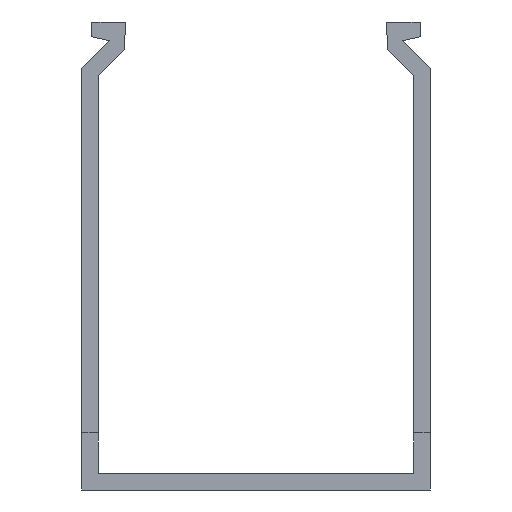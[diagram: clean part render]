
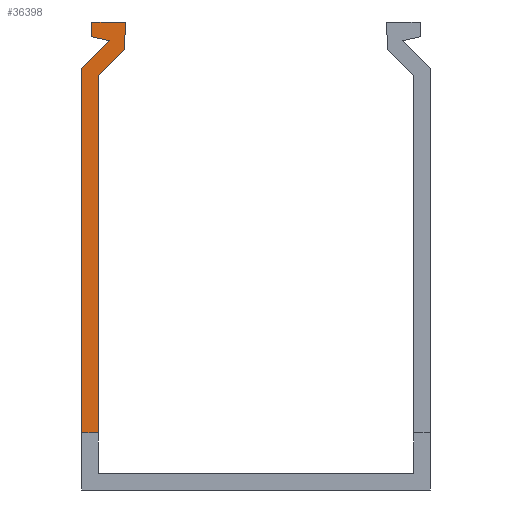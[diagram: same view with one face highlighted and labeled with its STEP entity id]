
A CAD part, front view. The second image highlights one B-rep face of the part: STEP entity #36398.
In plain terms, the highlighted planar face has unit normal (0, -1, 0).
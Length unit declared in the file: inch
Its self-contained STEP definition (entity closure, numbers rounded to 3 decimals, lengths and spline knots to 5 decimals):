
#139 = FACE_OUTER_BOUND ( 'NONE', #29119, .T. ) ;
#498 = VERTEX_POINT ( 'NONE', #41227 ) ;
#1495 = CARTESIAN_POINT ( 'NONE',  ( -0.84346, 0.156, 3.02411 ) ) ;
#1505 = DIRECTION ( 'NONE',  ( 0., 1., 0. ) ) ;
#1786 = CARTESIAN_POINT ( 'NONE',  ( -1.12503, 0.156, 0.36963 ) ) ;
#4278 = CARTESIAN_POINT ( 'NONE',  ( -0.85021, 0.156, 2.84835 ) ) ;
#5055 = VERTEX_POINT ( 'NONE', #1495 ) ;
#5286 = CARTESIAN_POINT ( 'NONE',  ( -0.63669, 0.156, 3.26513 ) ) ;
#6489 = DIRECTION ( 'NONE',  ( -0.038, 0., -0.999 ) ) ;
#7434 = ORIENTED_EDGE ( 'NONE', *, *, #50633, .F. ) ;
#7617 = DIRECTION ( 'NONE',  ( -0.711, 0., -0.703 ) ) ;
#8089 = DIRECTION ( 'NONE',  ( 1., 0., 0. ) ) ;
#8171 = EDGE_CURVE ( 'NONE', #12977, #46158, #36862, .T. ) ;
#8880 = ORIENTED_EDGE ( 'NONE', *, *, #19479, .T. ) ;
#9883 = VECTOR ( 'NONE', #25555, 39.37008 ) ;
#10308 = EDGE_CURVE ( 'NONE', #10655, #498, #37919, .T. ) ;
#10655 = VERTEX_POINT ( 'NONE', #24069 ) ;
#11922 = EDGE_CURVE ( 'NONE', #498, #24993, #46903, .T. ) ;
#12215 = EDGE_CURVE ( 'NONE', #10655, #24370, #12680, .T. ) ;
#12541 = DIRECTION ( 'NONE',  ( 0., 0., 1. ) ) ;
#12680 = LINE ( 'NONE', #1786, #42592 ) ;
#12977 = VERTEX_POINT ( 'NONE', #34620 ) ;
#14617 = CARTESIAN_POINT ( 'NONE',  ( -1.06082, 0.156, 3.02411 ) ) ;
#15407 = ORIENTED_EDGE ( 'NONE', *, *, #8171, .F. ) ;
#16982 = DIRECTION ( 'NONE',  ( 0., 0., -1. ) ) ;
#17312 = VECTOR ( 'NONE', #16982, 39.37008 ) ;
#18141 = ORIENTED_EDGE ( 'NONE', *, *, #49684, .F. ) ;
#19479 = EDGE_CURVE ( 'NONE', #24370, #46158, #22673, .T. ) ;
#20290 = VERTEX_POINT ( 'NONE', #14617 ) ;
#20368 = EDGE_CURVE ( 'NONE', #34420, #12977, #34793, .T. ) ;
#21887 = CARTESIAN_POINT ( 'NONE',  ( -1.12519, 0.156, 2.72381 ) ) ;
#22673 = LINE ( 'NONE', #41112, #9883 ) ;
#24069 = CARTESIAN_POINT ( 'NONE',  ( -1.12519, 0.156, 2.72381 ) ) ;
#24370 = VERTEX_POINT ( 'NONE', #24686 ) ;
#24686 = CARTESIAN_POINT ( 'NONE',  ( -1.12503, 0.156, 0.36963 ) ) ;
#24993 = VERTEX_POINT ( 'NONE', #36559 ) ;
#25133 = DIRECTION ( 'NONE',  ( 0., 0., -1. ) ) ;
#25555 = DIRECTION ( 'NONE',  ( 1., 0., 0. ) ) ;
#25907 = CARTESIAN_POINT ( 'NONE',  ( -0.84346, 0.156, 3.02411 ) ) ;
#27341 = VECTOR ( 'NONE', #46853, 39.37008 ) ;
#27538 = VECTOR ( 'NONE', #33684, 39.37008 ) ;
#28287 = EDGE_CURVE ( 'NONE', #20290, #5055, #38005, .T. ) ;
#28832 = DIRECTION ( 'NONE',  ( 0., 0., 1. ) ) ;
#28857 = VECTOR ( 'NONE', #6489, 39.37008 ) ;
#29119 = EDGE_LOOP ( 'NONE', ( #15407, #37167, #7434, #35321, #18141, #29422, #40146, #49923, #8880 ) ) ;
#29422 = ORIENTED_EDGE ( 'NONE', *, *, #11922, .F. ) ;
#31007 = CARTESIAN_POINT ( 'NONE',  ( -0.85021, 0.156, 2.84835 ) ) ;
#31987 = CARTESIAN_POINT ( 'NONE',  ( -1.06082, 0.156, 3.26513 ) ) ;
#33684 = DIRECTION ( 'NONE',  ( 0.711, 0., 0.703 ) ) ;
#34420 = VERTEX_POINT ( 'NONE', #4278 ) ;
#34620 = CARTESIAN_POINT ( 'NONE',  ( -1.02019, 0.156, 2.68044 ) ) ;
#34793 = LINE ( 'NONE', #31007, #36006 ) ;
#35321 = ORIENTED_EDGE ( 'NONE', *, *, #28287, .F. ) ;
#36006 = VECTOR ( 'NONE', #7617, 39.37008 ) ;
#36231 = LINE ( 'NONE', #31987, #44206 ) ;
#36398 = ADVANCED_FACE ( 'NONE', ( #139 ), #44343, .F. ) ;
#36559 = CARTESIAN_POINT ( 'NONE',  ( -1.06082, 0.156, 2.92872 ) ) ;
#36594 = CARTESIAN_POINT ( 'NONE',  ( -1.02001, 0.156, 0.105 ) ) ;
#36862 = LINE ( 'NONE', #36594, #17312 ) ;
#37167 = ORIENTED_EDGE ( 'NONE', *, *, #20368, .F. ) ;
#37919 = LINE ( 'NONE', #21887, #27538 ) ;
#38005 = LINE ( 'NONE', #43065, #47183 ) ;
#39332 = AXIS2_PLACEMENT_3D ( 'NONE', #5286, #1505, #28832 ) ;
#40146 = ORIENTED_EDGE ( 'NONE', *, *, #10308, .F. ) ;
#41112 = CARTESIAN_POINT ( 'NONE',  ( -0.63651, 0.156, 0.36966 ) ) ;
#41227 = CARTESIAN_POINT ( 'NONE',  ( -0.94344, 0.156, 2.90334 ) ) ;
#42592 = VECTOR ( 'NONE', #25133, 39.37008 ) ;
#42919 = CARTESIAN_POINT ( 'NONE',  ( -0.94344, 0.156, 2.90334 ) ) ;
#43065 = CARTESIAN_POINT ( 'NONE',  ( -0.63669, 0.156, 3.02411 ) ) ;
#44206 = VECTOR ( 'NONE', #12541, 39.37008 ) ;
#44343 = PLANE ( 'NONE',  #39332 ) ;
#44871 = CARTESIAN_POINT ( 'NONE',  ( -1.02003, 0.156, 0.36964 ) ) ;
#46158 = VERTEX_POINT ( 'NONE', #44871 ) ;
#46853 = DIRECTION ( 'NONE',  ( -0.977, 0., 0.211 ) ) ;
#46903 = LINE ( 'NONE', #42919, #27341 ) ;
#47183 = VECTOR ( 'NONE', #8089, 39.37008 ) ;
#49609 = LINE ( 'NONE', #25907, #28857 ) ;
#49684 = EDGE_CURVE ( 'NONE', #24993, #20290, #36231, .T. ) ;
#49923 = ORIENTED_EDGE ( 'NONE', *, *, #12215, .T. ) ;
#50633 = EDGE_CURVE ( 'NONE', #5055, #34420, #49609, .T. ) ;
